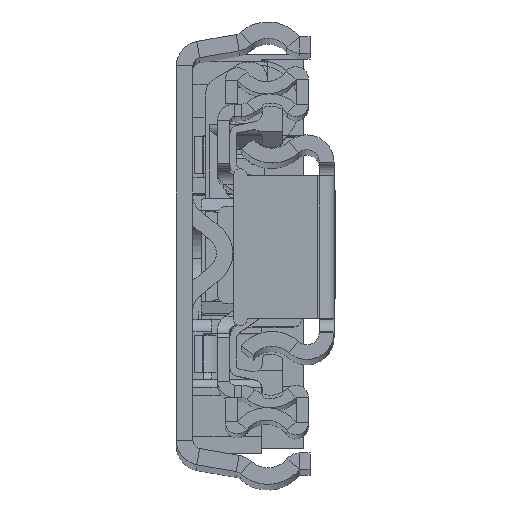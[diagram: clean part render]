
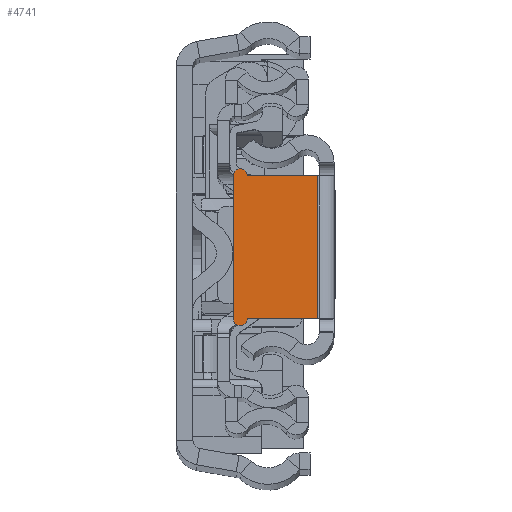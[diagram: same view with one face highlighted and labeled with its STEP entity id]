
A CAD part, top view. The second image highlights one B-rep face of the part: STEP entity #4741.
In plain terms, the highlighted planar face has unit normal (0, 0, 1).
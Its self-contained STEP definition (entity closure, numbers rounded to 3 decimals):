
#384 = CARTESIAN_POINT ( 'NONE',  ( -2., -8.65, 0. ) ) ;
#677 = EDGE_CURVE ( 'NONE', #40044, #43021, #24601, .T. ) ;
#2040 = CARTESIAN_POINT ( 'NONE',  ( -12.2, 8.65, 0. ) ) ;
#3822 = DIRECTION ( 'NONE',  ( 0., 1., 0. ) ) ;
#4144 = LINE ( 'NONE', #14074, #15746 ) ;
#4741 = ADVANCED_FACE ( 'NONE', ( #38573 ), #17893, .T. ) ;
#6897 = DIRECTION ( 'NONE',  ( -1., 0., 0. ) ) ;
#7471 = CIRCLE ( 'NONE', #33310, 0.85 ) ;
#9565 = EDGE_CURVE ( 'NONE', #21657, #39604, #7471, .T. ) ;
#9649 = ORIENTED_EDGE ( 'NONE', *, *, #27761, .F. ) ;
#11246 = LINE ( 'NONE', #38472, #34651 ) ;
#13247 = AXIS2_PLACEMENT_3D ( 'NONE', #41965, #25298, #14277 ) ;
#13553 = LINE ( 'NONE', #31348, #24426 ) ;
#14074 = CARTESIAN_POINT ( 'NONE',  ( -1.8, 8.65, 0. ) ) ;
#14095 = DIRECTION ( 'NONE',  ( 0., 0., 1. ) ) ;
#14277 = DIRECTION ( 'NONE',  ( 1., 0., 0. ) ) ;
#14890 = ORIENTED_EDGE ( 'NONE', *, *, #28097, .F. ) ;
#15746 = VECTOR ( 'NONE', #30719, 1000. ) ;
#15856 = DIRECTION ( 'NONE',  ( 0., 0., 1. ) ) ;
#16797 = CARTESIAN_POINT ( 'NONE',  ( -12.2, -8.65, 0. ) ) ;
#16840 = EDGE_LOOP ( 'NONE', ( #14890, #30570, #9649, #18535, #25989, #20498 ) ) ;
#17893 = PLANE ( 'NONE',  #13247 ) ;
#18535 = ORIENTED_EDGE ( 'NONE', *, *, #41557, .T. ) ;
#20498 = ORIENTED_EDGE ( 'NONE', *, *, #677, .T. ) ;
#21657 = VERTEX_POINT ( 'NONE', #16797 ) ;
#22978 = DIRECTION ( 'NONE',  ( 0., 1., 0. ) ) ;
#23747 = CARTESIAN_POINT ( 'NONE',  ( -10.5, -8.65, 0. ) ) ;
#24426 = VECTOR ( 'NONE', #37648, 1000. ) ;
#24601 = CIRCLE ( 'NONE', #30341, 0.85 ) ;
#24872 = CARTESIAN_POINT ( 'NONE',  ( -11.35, 8.65, 0. ) ) ;
#25143 = CARTESIAN_POINT ( 'NONE',  ( -12.2, 8.65, 0. ) ) ;
#25298 = DIRECTION ( 'NONE',  ( 0., 0., 1. ) ) ;
#25989 = ORIENTED_EDGE ( 'NONE', *, *, #26167, .F. ) ;
#26167 = EDGE_CURVE ( 'NONE', #40044, #26868, #4144, .T. ) ;
#26868 = VERTEX_POINT ( 'NONE', #33481 ) ;
#26906 = VERTEX_POINT ( 'NONE', #384 ) ;
#27761 = EDGE_CURVE ( 'NONE', #26906, #39604, #13553, .T. ) ;
#28097 = EDGE_CURVE ( 'NONE', #21657, #43021, #32866, .T. ) ;
#29807 = DIRECTION ( 'NONE',  ( 1., 0., 0. ) ) ;
#30341 = AXIS2_PLACEMENT_3D ( 'NONE', #24872, #15856, #29807 ) ;
#30570 = ORIENTED_EDGE ( 'NONE', *, *, #9565, .T. ) ;
#30719 = DIRECTION ( 'NONE',  ( 1., 0., 0. ) ) ;
#31189 = CARTESIAN_POINT ( 'NONE',  ( -11.35, -8.65, 0. ) ) ;
#31348 = CARTESIAN_POINT ( 'NONE',  ( -12.2, -8.65, 0. ) ) ;
#32866 = LINE ( 'NONE', #2040, #36624 ) ;
#33310 = AXIS2_PLACEMENT_3D ( 'NONE', #31189, #14095, #6897 ) ;
#33481 = CARTESIAN_POINT ( 'NONE',  ( -2., 8.65, 0. ) ) ;
#33796 = CARTESIAN_POINT ( 'NONE',  ( -10.5, 8.65, 0. ) ) ;
#34651 = VECTOR ( 'NONE', #3822, 1000. ) ;
#36624 = VECTOR ( 'NONE', #22978, 1000. ) ;
#37648 = DIRECTION ( 'NONE',  ( -1., 0., 0. ) ) ;
#38472 = CARTESIAN_POINT ( 'NONE',  ( -2., 0., 0. ) ) ;
#38573 = FACE_OUTER_BOUND ( 'NONE', #16840, .T. ) ;
#39604 = VERTEX_POINT ( 'NONE', #23747 ) ;
#40044 = VERTEX_POINT ( 'NONE', #33796 ) ;
#41557 = EDGE_CURVE ( 'NONE', #26906, #26868, #11246, .T. ) ;
#41965 = CARTESIAN_POINT ( 'NONE',  ( 0., 0., 0. ) ) ;
#43021 = VERTEX_POINT ( 'NONE', #25143 ) ;
